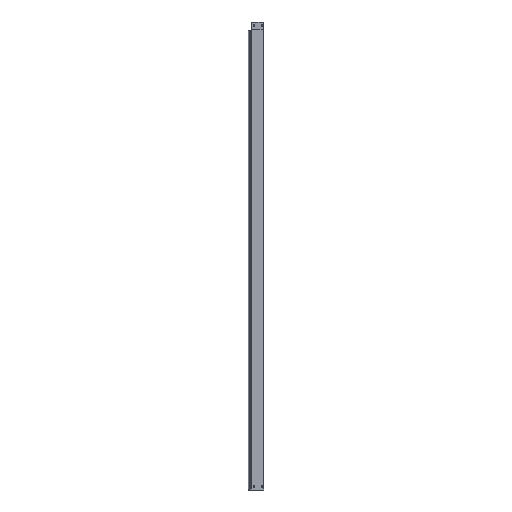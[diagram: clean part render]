
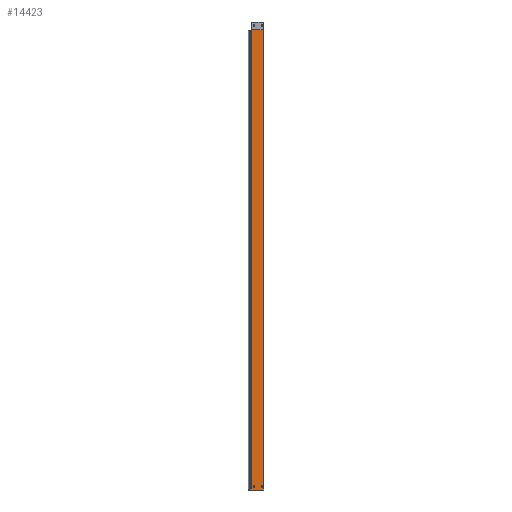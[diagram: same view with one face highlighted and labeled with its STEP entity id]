
A CAD part, left-side view. The second image highlights one B-rep face of the part: STEP entity #14423.
In plain terms, the highlighted planar face has unit normal (-1, 0, 0).
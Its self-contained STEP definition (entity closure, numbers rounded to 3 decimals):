
#96 = DIRECTION ( 'NONE',  ( -1., 0., 0. ) ) ;
#259 = DIRECTION ( 'NONE',  ( 0., -1., 0. ) ) ;
#483 = EDGE_LOOP ( 'NONE', ( #7872, #10724, #5695, #13909 ) ) ;
#494 = FACE_BOUND ( 'NONE', #2892, .T. ) ;
#615 = CARTESIAN_POINT ( 'NONE',  ( -250., 66.5, 20. ) ) ;
#665 = VECTOR ( 'NONE', #6173, 1000. ) ;
#1009 = CARTESIAN_POINT ( 'NONE',  ( -250., 3.5, 20. ) ) ;
#1129 = CARTESIAN_POINT ( 'NONE',  ( -250., 77.822, 2948.764 ) ) ;
#1134 = ORIENTED_EDGE ( 'NONE', *, *, #13141, .F. ) ;
#1165 = VECTOR ( 'NONE', #20334, 1000. ) ;
#1457 = VERTEX_POINT ( 'NONE', #20967 ) ;
#1573 = CARTESIAN_POINT ( 'NONE',  ( -250., 10.5, 20. ) ) ;
#1708 = DIRECTION ( 'NONE',  ( 0., 0., -1. ) ) ;
#1789 = DIRECTION ( 'NONE',  ( 0., 1., 0. ) ) ;
#2372 = DIRECTION ( 'NONE',  ( 0., 0., -1. ) ) ;
#2811 = ORIENTED_EDGE ( 'NONE', *, *, #15965, .T. ) ;
#2876 = CARTESIAN_POINT ( 'NONE',  ( -250., 0., 0. ) ) ;
#2892 = EDGE_LOOP ( 'NONE', ( #16666, #16348, #17711, #5023 ) ) ;
#2953 = CARTESIAN_POINT ( 'NONE',  ( -250., 2., 2948.764 ) ) ;
#2980 = EDGE_CURVE ( 'NONE', #16589, #9499, #20872, .T. ) ;
#3098 = CARTESIAN_POINT ( 'NONE',  ( -250., 7., 28. ) ) ;
#3102 = VERTEX_POINT ( 'NONE', #20240 ) ;
#3301 = LINE ( 'NONE', #15442, #8380 ) ;
#3459 = CARTESIAN_POINT ( 'NONE',  ( -250., 59.5, 20. ) ) ;
#3467 = VERTEX_POINT ( 'NONE', #1129 ) ;
#3649 = CARTESIAN_POINT ( 'NONE',  ( -250., 1., 2948.453 ) ) ;
#3741 = DIRECTION ( 'NONE',  ( -1., 0., 0. ) ) ;
#3763 = LINE ( 'NONE', #12695, #16213 ) ;
#3859 = EDGE_CURVE ( 'NONE', #13246, #5618, #13462, .T. ) ;
#3863 = CARTESIAN_POINT ( 'NONE',  ( -250., 59.5, 28. ) ) ;
#3891 = LINE ( 'NONE', #1573, #11735 ) ;
#4079 = ORIENTED_EDGE ( 'NONE', *, *, #17946, .F. ) ;
#4108 = EDGE_CURVE ( 'NONE', #3102, #15558, #11966, .T. ) ;
#4254 = CARTESIAN_POINT ( 'NONE',  ( -250., 1., 2948.453 ) ) ;
#4444 = DIRECTION ( 'NONE',  ( 0., -1., 0. ) ) ;
#4735 = DIRECTION ( 'NONE',  ( 0., -1., 0. ) ) ;
#5023 = ORIENTED_EDGE ( 'NONE', *, *, #2980, .F. ) ;
#5227 = LINE ( 'NONE', #14353, #665 ) ;
#5354 = DIRECTION ( 'NONE',  ( 0., 0., -1. ) ) ;
#5408 = DIRECTION ( 'NONE',  ( 0., 0., 1. ) ) ;
#5618 = VERTEX_POINT ( 'NONE', #16770 ) ;
#5662 = CARTESIAN_POINT ( 'NONE',  ( -250., 1.652, 2948.719 ) ) ;
#5695 = ORIENTED_EDGE ( 'NONE', *, *, #15685, .F. ) ;
#5833 = EDGE_CURVE ( 'NONE', #5618, #16589, #14393, .T. ) ;
#5925 = AXIS2_PLACEMENT_3D ( 'NONE', #3098, #20938, #4735 ) ;
#6173 = DIRECTION ( 'NONE',  ( 0., 0., 1. ) ) ;
#6442 = CARTESIAN_POINT ( 'NONE',  ( -250., 3.5, 28. ) ) ;
#6576 = VECTOR ( 'NONE', #2372, 1000. ) ;
#6616 = VECTOR ( 'NONE', #19284, 1000. ) ;
#6696 = EDGE_LOOP ( 'NONE', ( #19678, #11808, #4079, #1134, #13296, #2811, #11042 ) ) ;
#7029 = CARTESIAN_POINT ( 'NONE',  ( -250., 77.822, 2948.5 ) ) ;
#7152 = CARTESIAN_POINT ( 'NONE',  ( -250., 1.161, 2948.524 ) ) ;
#7325 = LINE ( 'NONE', #2876, #15191 ) ;
#7584 = VECTOR ( 'NONE', #18494, 1000. ) ;
#7651 = LINE ( 'NONE', #15458, #6616 ) ;
#7872 = ORIENTED_EDGE ( 'NONE', *, *, #13423, .F. ) ;
#7953 = EDGE_CURVE ( 'NONE', #16168, #16601, #10735, .T. ) ;
#7993 = CARTESIAN_POINT ( 'NONE',  ( -250., 66.5, 28. ) ) ;
#8380 = VECTOR ( 'NONE', #5408, 1000. ) ;
#8870 = VERTEX_POINT ( 'NONE', #7993 ) ;
#9499 = VERTEX_POINT ( 'NONE', #13848 ) ;
#9735 = CARTESIAN_POINT ( 'NONE',  ( -250., 7., 20. ) ) ;
#9807 = CARTESIAN_POINT ( 'NONE',  ( -250., 0., 0. ) ) ;
#10724 = ORIENTED_EDGE ( 'NONE', *, *, #4108, .F. ) ;
#10735 = B_SPLINE_CURVE_WITH_KNOTS ( 'NONE', 3,
 ( #4254, #7152, #13917, #5662, #16888, #12282 ),
 .UNSPECIFIED., .F., .F.,
 ( 4, 2, 4 ),
 ( 0., 0.001, 0.001 ),
 .UNSPECIFIED. ) ;
#11042 = ORIENTED_EDGE ( 'NONE', *, *, #14797, .F. ) ;
#11192 = DIRECTION ( 'NONE',  ( 0., 0., -1. ) ) ;
#11444 = DIRECTION ( 'NONE',  ( 0., -1., 0. ) ) ;
#11518 = DIRECTION ( 'NONE',  ( 1., 0., 0. ) ) ;
#11735 = VECTOR ( 'NONE', #1708, 1000. ) ;
#11759 = CARTESIAN_POINT ( 'NONE',  ( -250., 0., 2948.764 ) ) ;
#11808 = ORIENTED_EDGE ( 'NONE', *, *, #15591, .T. ) ;
#11812 = VERTEX_POINT ( 'NONE', #7029 ) ;
#11966 = CIRCLE ( 'NONE', #14644, 3.5 ) ;
#12282 = CARTESIAN_POINT ( 'NONE',  ( -250., 2., 2948.764 ) ) ;
#12572 = EDGE_CURVE ( 'NONE', #14881, #8870, #16548, .T. ) ;
#12658 = VERTEX_POINT ( 'NONE', #18277 ) ;
#12675 = VECTOR ( 'NONE', #5354, 1000. ) ;
#12695 = CARTESIAN_POINT ( 'NONE',  ( -250., 78.322, 2948.5 ) ) ;
#12954 = FACE_OUTER_BOUND ( 'NONE', #6696, .T. ) ;
#13141 = EDGE_CURVE ( 'NONE', #1457, #11812, #7651, .T. ) ;
#13246 = VERTEX_POINT ( 'NONE', #16227 ) ;
#13296 = ORIENTED_EDGE ( 'NONE', *, *, #16594, .T. ) ;
#13423 = EDGE_CURVE ( 'NONE', #15558, #14881, #3301, .T. ) ;
#13453 = FACE_BOUND ( 'NONE', #483, .T. ) ;
#13462 = CIRCLE ( 'NONE', #20377, 3.5 ) ;
#13802 = CARTESIAN_POINT ( 'NONE',  ( -250., 1., 0. ) ) ;
#13848 = CARTESIAN_POINT ( 'NONE',  ( -250., 10.5, 28. ) ) ;
#13909 = ORIENTED_EDGE ( 'NONE', *, *, #12572, .F. ) ;
#13917 = CARTESIAN_POINT ( 'NONE',  ( -250., 1.321, 2948.598 ) ) ;
#14213 = LINE ( 'NONE', #13802, #6576 ) ;
#14353 = CARTESIAN_POINT ( 'NONE',  ( -250., 77.822, 0. ) ) ;
#14393 = LINE ( 'NONE', #1009, #1165 ) ;
#14423 = ADVANCED_FACE ( 'NONE', ( #13453, #494, #12954 ), #19418, .F. ) ;
#14644 = AXIS2_PLACEMENT_3D ( 'NONE', #17260, #16192, #19249 ) ;
#14797 = EDGE_CURVE ( 'NONE', #16168, #12658, #14213, .T. ) ;
#14881 = VERTEX_POINT ( 'NONE', #3863 ) ;
#15191 = VECTOR ( 'NONE', #4444, 1000. ) ;
#15442 = CARTESIAN_POINT ( 'NONE',  ( -250., 59.5, 20. ) ) ;
#15458 = CARTESIAN_POINT ( 'NONE',  ( -250., 0., 2948.5 ) ) ;
#15558 = VERTEX_POINT ( 'NONE', #3459 ) ;
#15591 = EDGE_CURVE ( 'NONE', #16601, #3467, #15726, .T. ) ;
#15685 = EDGE_CURVE ( 'NONE', #8870, #3102, #21062, .T. ) ;
#15726 = LINE ( 'NONE', #11759, #7584 ) ;
#15965 = EDGE_CURVE ( 'NONE', #20721, #12658, #7325, .T. ) ;
#16168 = VERTEX_POINT ( 'NONE', #3649 ) ;
#16192 = DIRECTION ( 'NONE',  ( -1., 0., 0. ) ) ;
#16213 = VECTOR ( 'NONE', #11192, 1000. ) ;
#16227 = CARTESIAN_POINT ( 'NONE',  ( -250., 10.5, 20. ) ) ;
#16348 = ORIENTED_EDGE ( 'NONE', *, *, #3859, .F. ) ;
#16548 = CIRCLE ( 'NONE', #19188, 3.5 ) ;
#16589 = VERTEX_POINT ( 'NONE', #6442 ) ;
#16594 = EDGE_CURVE ( 'NONE', #1457, #20721, #3763, .T. ) ;
#16601 = VERTEX_POINT ( 'NONE', #2953 ) ;
#16666 = ORIENTED_EDGE ( 'NONE', *, *, #5833, .F. ) ;
#16770 = CARTESIAN_POINT ( 'NONE',  ( -250., 3.5, 20. ) ) ;
#16888 = CARTESIAN_POINT ( 'NONE',  ( -250., 1.823, 2948.764 ) ) ;
#17260 = CARTESIAN_POINT ( 'NONE',  ( -250., 63., 20. ) ) ;
#17711 = ORIENTED_EDGE ( 'NONE', *, *, #19146, .F. ) ;
#17946 = EDGE_CURVE ( 'NONE', #11812, #3467, #5227, .T. ) ;
#18241 = AXIS2_PLACEMENT_3D ( 'NONE', #9807, #11518, #1789 ) ;
#18277 = CARTESIAN_POINT ( 'NONE',  ( -250., 1., 0. ) ) ;
#18457 = CARTESIAN_POINT ( 'NONE',  ( -250., 78.322, 0. ) ) ;
#18494 = DIRECTION ( 'NONE',  ( 0., 1., 0. ) ) ;
#19146 = EDGE_CURVE ( 'NONE', #9499, #13246, #3891, .T. ) ;
#19188 = AXIS2_PLACEMENT_3D ( 'NONE', #19787, #3741, #259 ) ;
#19249 = DIRECTION ( 'NONE',  ( 0., -1., 0. ) ) ;
#19284 = DIRECTION ( 'NONE',  ( 0., -1., 0. ) ) ;
#19418 = PLANE ( 'NONE',  #18241 ) ;
#19678 = ORIENTED_EDGE ( 'NONE', *, *, #7953, .T. ) ;
#19787 = CARTESIAN_POINT ( 'NONE',  ( -250., 63., 28. ) ) ;
#20240 = CARTESIAN_POINT ( 'NONE',  ( -250., 66.5, 20. ) ) ;
#20334 = DIRECTION ( 'NONE',  ( 0., 0., 1. ) ) ;
#20377 = AXIS2_PLACEMENT_3D ( 'NONE', #9735, #96, #11444 ) ;
#20721 = VERTEX_POINT ( 'NONE', #18457 ) ;
#20872 = CIRCLE ( 'NONE', #5925, 3.5 ) ;
#20938 = DIRECTION ( 'NONE',  ( -1., 0., 0. ) ) ;
#20967 = CARTESIAN_POINT ( 'NONE',  ( -250., 78.322, 2948.5 ) ) ;
#21062 = LINE ( 'NONE', #615, #12675 ) ;
